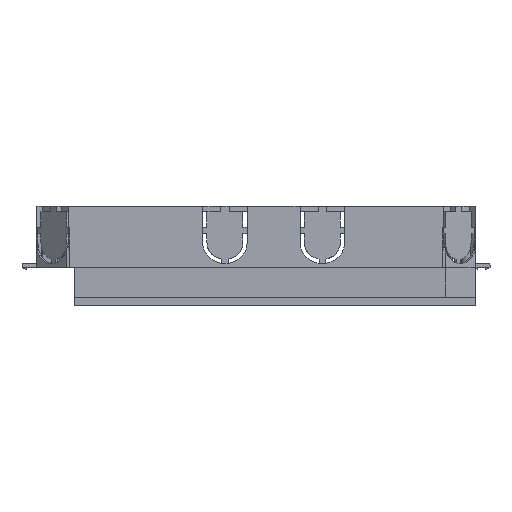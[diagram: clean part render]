
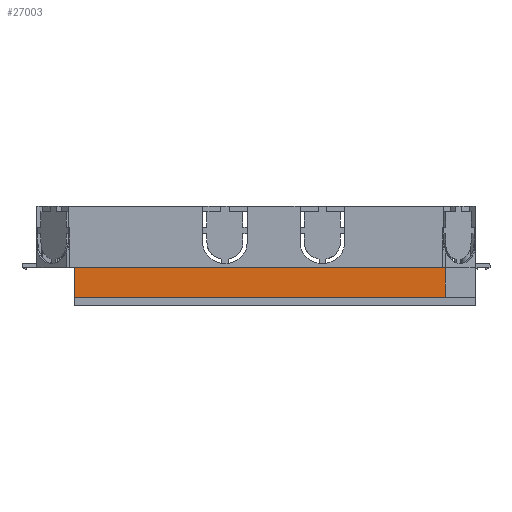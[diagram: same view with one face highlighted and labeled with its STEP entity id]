
A CAD part, front view. The second image highlights one B-rep face of the part: STEP entity #27003.
In plain terms, the highlighted face is planar.
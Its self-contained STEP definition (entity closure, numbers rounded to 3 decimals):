
#693 = CARTESIAN_POINT ( 'NONE',  ( -113.968, -30., -88.863 ) ) ;
#3374 = ORIENTED_EDGE ( 'NONE', *, *, #19883, .F. ) ;
#3565 = PLANE ( 'NONE',  #23048 ) ;
#5312 = EDGE_LOOP ( 'NONE', ( #30678, #3374, #16305, #7816 ) ) ;
#5388 = VERTEX_POINT ( 'NONE', #22840 ) ;
#6082 = CARTESIAN_POINT ( 'NONE',  ( -113.968, -18.5, 85.995 ) ) ;
#7122 = LINE ( 'NONE', #9642, #11255 ) ;
#7793 = VECTOR ( 'NONE', #10528, 1000. ) ;
#7816 = ORIENTED_EDGE ( 'NONE', *, *, #16539, .T. ) ;
#9642 = CARTESIAN_POINT ( 'NONE',  ( -113.968, -18.5, 85.995 ) ) ;
#9772 = EDGE_CURVE ( 'NONE', #23305, #23377, #25789, .T. ) ;
#10528 = DIRECTION ( 'NONE',  ( 0., 1., 0. ) ) ;
#10953 = VECTOR ( 'NONE', #11447, 1000. ) ;
#11255 = VECTOR ( 'NONE', #18589, 1000. ) ;
#11447 = DIRECTION ( 'NONE',  ( 0., 0., -1. ) ) ;
#12826 = VECTOR ( 'NONE', #18300, 1000. ) ;
#13158 = DIRECTION ( 'NONE',  ( 0., 0., 1. ) ) ;
#15659 = DIRECTION ( 'NONE',  ( -1., 0., 0. ) ) ;
#15932 = LINE ( 'NONE', #25261, #12826 ) ;
#16305 = ORIENTED_EDGE ( 'NONE', *, *, #9772, .F. ) ;
#16539 = EDGE_CURVE ( 'NONE', #23305, #28331, #7122, .T. ) ;
#17454 = LINE ( 'NONE', #27358, #7793 ) ;
#18300 = DIRECTION ( 'NONE',  ( 0., 0., 1. ) ) ;
#18589 = DIRECTION ( 'NONE',  ( 0., 1., 0. ) ) ;
#19883 = EDGE_CURVE ( 'NONE', #23377, #5388, #17454, .T. ) ;
#20737 = CARTESIAN_POINT ( 'NONE',  ( -113.968, -30., 85.995 ) ) ;
#21364 = EDGE_CURVE ( 'NONE', #5388, #28331, #15932, .T. ) ;
#22840 = CARTESIAN_POINT ( 'NONE',  ( -113.968, -16., -88.863 ) ) ;
#23048 = AXIS2_PLACEMENT_3D ( 'NONE', #6082, #15659, #13158 ) ;
#23305 = VERTEX_POINT ( 'NONE', #20737 ) ;
#23377 = VERTEX_POINT ( 'NONE', #693 ) ;
#25261 = CARTESIAN_POINT ( 'NONE',  ( -113.968, -16., 85.995 ) ) ;
#25789 = LINE ( 'NONE', #27656, #10953 ) ;
#26591 = CARTESIAN_POINT ( 'NONE',  ( -113.968, -16., 85.995 ) ) ;
#27003 = ADVANCED_FACE ( 'NONE', ( #29847 ), #3565, .T. ) ;
#27358 = CARTESIAN_POINT ( 'NONE',  ( -113.968, -18.5, -88.863 ) ) ;
#27656 = CARTESIAN_POINT ( 'NONE',  ( -113.968, -30., -88.863 ) ) ;
#28331 = VERTEX_POINT ( 'NONE', #26591 ) ;
#29847 = FACE_OUTER_BOUND ( 'NONE', #5312, .T. ) ;
#30678 = ORIENTED_EDGE ( 'NONE', *, *, #21364, .F. ) ;
